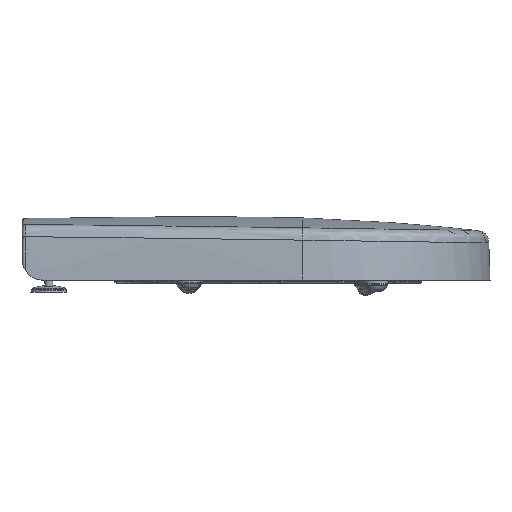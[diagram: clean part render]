
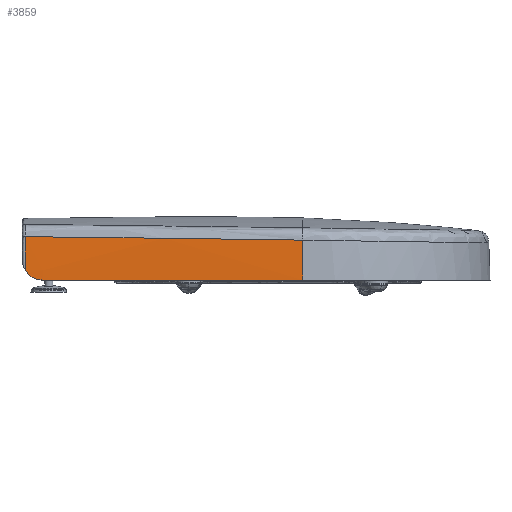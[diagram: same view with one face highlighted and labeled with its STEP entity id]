
A CAD part, left-side view. The second image highlights one B-rep face of the part: STEP entity #3859.
In plain terms, the highlighted face is a revolution surface.
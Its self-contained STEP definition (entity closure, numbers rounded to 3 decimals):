
#36=SURFACE_OF_REVOLUTION('',#1813,#40);
#40=AXIS1_PLACEMENT('',#95502,#13881);
#903=(
BOUNDED_CURVE()
B_SPLINE_CURVE(3,(#95484,#95485,#95486,#95487),.UNSPECIFIED.,.F.,.F.)
B_SPLINE_CURVE_WITH_KNOTS((4,4),(0.,1.),.UNSPECIFIED.)
CURVE()
GEOMETRIC_REPRESENTATION_ITEM()
RATIONAL_B_SPLINE_CURVE((1.,1.,1.,1.))
REPRESENTATION_ITEM('')
);
#1808=B_SPLINE_CURVE_WITH_KNOTS('',3,(#95410,#95411,#95412,#95413,#95414,
#95415,#95416,#95417,#95418,#95419,#95420,#95421,#95422,#95423,#95424,#95425,
#95426,#95427,#95428,#95429,#95430,#95431,#95432,#95433,#95434,#95435,#95436,
#95437,#95438,#95439,#95440,#95441,#95442,#95443,#95444,#95445),
 .UNSPECIFIED.,.F.,.F.,(4,1,1,1,1,1,1,1,2,2,2,2,1,1,1,1,2,2,2,2,1,1,1,2,
4),(0.,0.125,0.188,0.219,0.234,
0.242,0.246,0.248,0.249,
0.25,0.313,0.344,0.359,
0.367,0.371,0.373,0.374,0.375,
0.5,0.516,0.531,0.563,
0.625,0.75,1.),.UNSPECIFIED.);
#1809=B_SPLINE_CURVE_WITH_KNOTS('',3,(#95447,#95448,#95449,#95450),
 .UNSPECIFIED.,.F.,.F.,(4,4),(0.,1.),.UNSPECIFIED.);
#1810=B_SPLINE_CURVE_WITH_KNOTS('',3,(#95452,#95453,#95454,#95455,#95456,
#95457,#95458,#95459,#95460,#95461,#95462,#95463,#95464,#95465,#95466,#95467,
#95468,#95469,#95470,#95471,#95472,#95473,#95474,#95475,#95476,#95477,#95478,
#95479,#95480,#95481,#95482),.UNSPECIFIED.,.F.,.F.,(4,2,1,2,2,2,2,1,2,2,
2,1,2,2,2,2,4),(0.,0.125,0.188,0.219,
0.25,0.313,0.375,0.438,
0.469,0.5,0.625,0.688,
0.719,0.75,0.813,0.875,1.),.UNSPECIFIED.);
#1811=B_SPLINE_CURVE_WITH_KNOTS('',3,(#95489,#95490,#95491,#95492),
 .UNSPECIFIED.,.F.,.F.,(4,4),(0.,1.),.UNSPECIFIED.);
#1812=B_SPLINE_CURVE_WITH_KNOTS('',3,(#95494,#95495,#95496,#95497),
 .UNSPECIFIED.,.F.,.F.,(4,4),(0.,1.),.UNSPECIFIED.);
#1813=B_SPLINE_CURVE_WITH_KNOTS('',3,(#95498,#95499,#95500,#95501),
 .UNSPECIFIED.,.F.,.F.,(4,4),(0.,1.),.UNSPECIFIED.);
#3100=FACE_OUTER_BOUND('',#4825,.T.);
#3859=ADVANCED_FACE('',(#3100),#36,.F.);
#4825=EDGE_LOOP('',(#8014,#8015,#8016,#8017,#8018,#8019));
#8014=ORIENTED_EDGE('',*,*,#11125,.T.);
#8015=ORIENTED_EDGE('',*,*,#11126,.T.);
#8016=ORIENTED_EDGE('',*,*,#11127,.T.);
#8017=ORIENTED_EDGE('',*,*,#11128,.T.);
#8018=ORIENTED_EDGE('',*,*,#11129,.F.);
#8019=ORIENTED_EDGE('',*,*,#11130,.T.);
#9432=VERTEX_POINT('',#95109);
#9434=VERTEX_POINT('',#95446);
#9435=VERTEX_POINT('',#95451);
#9436=VERTEX_POINT('',#95483);
#9437=VERTEX_POINT('',#95488);
#9438=VERTEX_POINT('',#95493);
#11125=EDGE_CURVE('',#9434,#9432,#1808,.T.);
#11126=EDGE_CURVE('',#9432,#9435,#1809,.T.);
#11127=EDGE_CURVE('',#9435,#9436,#1810,.T.);
#11128=EDGE_CURVE('',#9436,#9437,#903,.T.);
#11129=EDGE_CURVE('',#9438,#9437,#1811,.T.);
#11130=EDGE_CURVE('',#9438,#9434,#1812,.T.);
#13881=DIRECTION('',(0.,0.,-1.));
#95109=CARTESIAN_POINT('',(-185.016,16.257,16.63));
#95410=CARTESIAN_POINT('',(-185.617,-256.021,13.265));
#95411=CARTESIAN_POINT('',(-185.789,-244.723,13.452));
#95412=CARTESIAN_POINT('',(-186.012,-227.74,13.72));
#95413=CARTESIAN_POINT('',(-186.208,-207.867,14.008));
#95414=CARTESIAN_POINT('',(-186.289,-197.916,14.146));
#95415=CARTESIAN_POINT('',(-186.326,-192.936,14.214));
#95416=CARTESIAN_POINT('',(-186.344,-190.445,14.247));
#95417=CARTESIAN_POINT('',(-186.352,-189.2,14.264));
#95418=CARTESIAN_POINT('',(-186.357,-188.577,14.272));
#95419=CARTESIAN_POINT('',(-186.358,-188.31,14.276));
#95420=CARTESIAN_POINT('',(-186.36,-188.132,14.278));
#95421=CARTESIAN_POINT('',(-186.36,-188.013,14.28));
#95422=CARTESIAN_POINT('',(-186.386,-184.167,14.331));
#95423=CARTESIAN_POINT('',(-186.414,-179.437,14.392));
#95424=CARTESIAN_POINT('',(-186.455,-170.928,14.499));
#95425=CARTESIAN_POINT('',(-186.468,-167.856,14.538));
#95426=CARTESIAN_POINT('',(-186.486,-162.895,14.6));
#95427=CARTESIAN_POINT('',(-186.495,-160.325,14.632));
#95428=CARTESIAN_POINT('',(-186.504,-157.173,14.671));
#95429=CARTESIAN_POINT('',(-186.508,-155.559,14.691));
#95430=CARTESIAN_POINT('',(-186.509,-154.742,14.701));
#95431=CARTESIAN_POINT('',(-186.51,-154.39,14.706));
#95432=CARTESIAN_POINT('',(-186.511,-154.154,14.709));
#95433=CARTESIAN_POINT('',(-186.511,-154.007,14.71));
#95434=CARTESIAN_POINT('',(-186.537,-142.52,14.852));
#95435=CARTESIAN_POINT('',(-186.537,-131.155,14.991));
#95436=CARTESIAN_POINT('',(-186.509,-118.472,15.142));
#95437=CARTESIAN_POINT('',(-186.505,-116.984,15.16));
#95438=CARTESIAN_POINT('',(-186.497,-114.067,15.195));
#95439=CARTESIAN_POINT('',(-186.484,-109.695,15.247));
#95440=CARTESIAN_POINT('',(-186.445,-99.521,15.366));
#95441=CARTESIAN_POINT('',(-186.332,-79.287,15.602));
#95442=CARTESIAN_POINT('',(-186.179,-62.137,15.795));
#95443=CARTESIAN_POINT('',(-185.8,-28.096,16.171));
#95444=CARTESIAN_POINT('',(-185.452,-5.747,16.408));
#95445=CARTESIAN_POINT('',(-185.016,16.257,16.63));
#95446=CARTESIAN_POINT('',(-185.617,-256.021,13.265));
#95447=CARTESIAN_POINT('',(-185.016,16.257,16.63));
#95448=CARTESIAN_POINT('',(-185.839,16.257,5.62));
#95449=CARTESIAN_POINT('',(-186.343,16.257,-5.411));
#95450=CARTESIAN_POINT('',(-186.528,16.257,-16.443));
#95451=CARTESIAN_POINT('',(-186.528,16.257,-16.443));
#95452=CARTESIAN_POINT('',(-186.528,16.257,-16.443));
#95453=CARTESIAN_POINT('',(-186.547,15.853,-17.104));
#95454=CARTESIAN_POINT('',(-186.564,15.413,-17.737));
#95455=CARTESIAN_POINT('',(-186.59,14.701,-18.645));
#95456=CARTESIAN_POINT('',(-186.603,14.332,-19.088));
#95457=CARTESIAN_POINT('',(-186.615,13.943,-19.517));
#95458=CARTESIAN_POINT('',(-186.623,13.679,-19.799));
#95459=CARTESIAN_POINT('',(-186.626,13.565,-19.917));
#95460=CARTESIAN_POINT('',(-186.64,13.095,-20.392));
#95461=CARTESIAN_POINT('',(-186.649,12.771,-20.698));
#95462=CARTESIAN_POINT('',(-186.666,12.104,-21.287));
#95463=CARTESIAN_POINT('',(-186.674,11.792,-21.546));
#95464=CARTESIAN_POINT('',(-186.693,11.022,-22.139));
#95465=CARTESIAN_POINT('',(-186.706,10.43,-22.562));
#95466=CARTESIAN_POINT('',(-186.72,9.816,-22.952));
#95467=CARTESIAN_POINT('',(-186.728,9.402,-23.204));
#95468=CARTESIAN_POINT('',(-186.734,9.146,-23.353));
#95469=CARTESIAN_POINT('',(-186.751,8.318,-23.817));
#95470=CARTESIAN_POINT('',(-186.764,7.639,-24.149));
#95471=CARTESIAN_POINT('',(-186.784,6.595,-24.587));
#95472=CARTESIAN_POINT('',(-186.794,6.067,-24.791));
#95473=CARTESIAN_POINT('',(-186.804,5.53,-24.973));
#95474=CARTESIAN_POINT('',(-186.81,5.17,-25.089));
#95475=CARTESIAN_POINT('',(-186.813,5.022,-25.135));
#95476=CARTESIAN_POINT('',(-186.824,4.374,-25.324));
#95477=CARTESIAN_POINT('',(-186.832,3.938,-25.436));
#95478=CARTESIAN_POINT('',(-186.848,3.061,-25.629));
#95479=CARTESIAN_POINT('',(-186.854,2.665,-25.704));
#95480=CARTESIAN_POINT('',(-186.88,1.189,-25.926));
#95481=CARTESIAN_POINT('',(-186.897,0.198,-26.));
#95482=CARTESIAN_POINT('',(-186.914,-0.8,-26.));
#95483=CARTESIAN_POINT('',(-186.914,-0.8,-26.));
#95484=CARTESIAN_POINT('',(-186.914,-0.8,-26.));
#95485=CARTESIAN_POINT('',(-188.344,-85.888,-26.));
#95486=CARTESIAN_POINT('',(-188.362,-170.988,-26.));
#95487=CARTESIAN_POINT('',(-186.966,-256.077,-26.));
#95488=CARTESIAN_POINT('',(-186.966,-256.077,-26.));
#95489=CARTESIAN_POINT('',(-185.616,-256.055,13.264));
#95490=CARTESIAN_POINT('',(-186.515,-256.07,0.197));
#95491=CARTESIAN_POINT('',(-186.966,-256.077,-12.902));
#95492=CARTESIAN_POINT('',(-186.966,-256.077,-26.));
#95493=CARTESIAN_POINT('',(-185.616,-256.055,13.264));
#95494=CARTESIAN_POINT('',(-185.616,-256.055,13.264));
#95495=CARTESIAN_POINT('',(-185.616,-256.044,13.264));
#95496=CARTESIAN_POINT('',(-185.617,-256.033,13.264));
#95497=CARTESIAN_POINT('',(-185.617,-256.021,13.265));
#95498=CARTESIAN_POINT('',(-187.992,-119.08,-26.));
#95499=CARTESIAN_POINT('',(-187.992,-119.08,-11.691));
#95500=CARTESIAN_POINT('',(-187.454,-119.081,2.617));
#95501=CARTESIAN_POINT('',(-186.381,-119.083,16.886));
#95502=CARTESIAN_POINT('',(7497.797,-130.008,-4.542));
